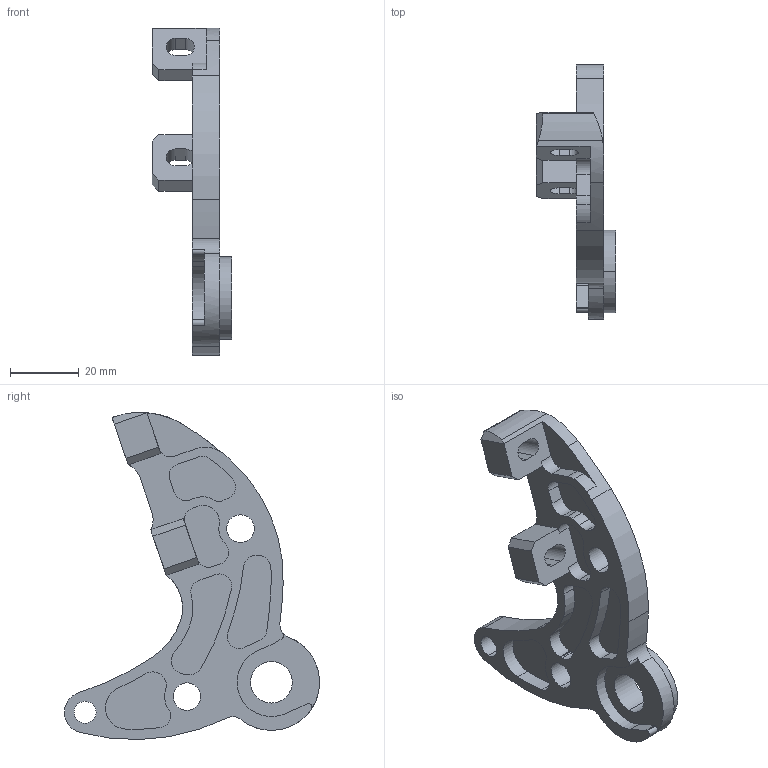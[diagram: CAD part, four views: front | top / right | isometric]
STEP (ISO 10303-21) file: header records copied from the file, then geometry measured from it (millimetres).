
FILE_DESCRIPTION (( 'STEP AP214' ), '1' );
FILE_NAME ('DR4048.STEP', '2018-11-29T20:45:05', ( 'JeffCAD' ), ( 'Microsoft' ), 'SwSTEP 2.0', 'SolidWorks 2018', '' );
FILE_SCHEMA (( 'AUTOMOTIVE_DESIGN' ));
Length unit declared in the file: millimetre
Products named in the file (1): DR4048
Bounding box: 23.25 x 74.2 x 95.14 mm (x, y, z)
Volume: 24051.6 mm3; surface area: 12866.5 mm2
Topology: 1 solids, 1 shells, 119 faces, 332 edges, 220 vertices
Faces by surface type: cylinder 79, plane 39, torus 1
Entity records: 4002 total; most frequent: CARTESIAN_POINT 753, DIRECTION 715, ORIENTED_EDGE 664, EDGE_CURVE 332, AXIS2_PLACEMENT_3D 274, VERTEX_POINT 220, VECTOR 167, LINE 167
